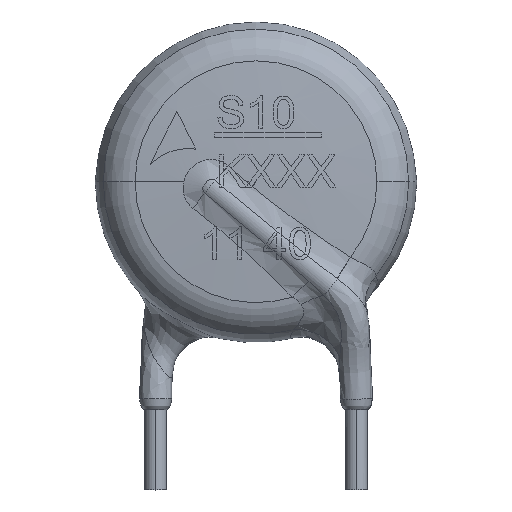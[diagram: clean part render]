
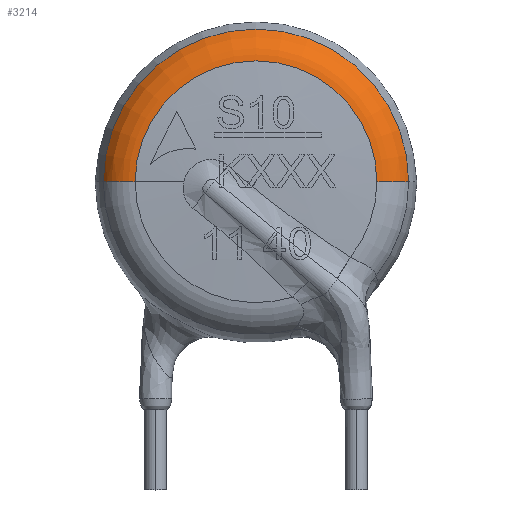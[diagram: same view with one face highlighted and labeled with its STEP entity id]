
A CAD part, top view. The second image highlights one B-rep face of the part: STEP entity #3214.
In plain terms, the highlighted toroidal (fillet/blend) face has major radius 4.382 mm and minor radius 1.5 mm.
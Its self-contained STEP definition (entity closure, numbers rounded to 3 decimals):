
#8 = CARTESIAN_POINT ( 'NONE',  ( 5.697, 8.5, 1.182 ) ) ;
#10 = CARTESIAN_POINT ( 'NONE',  ( 4.512, 8.5, 1.954 ) ) ;
#303 = ORIENTED_EDGE ( 'NONE', *, *, #2981, .T. ) ;
#353 = EDGE_CURVE ( 'NONE', #3928, #3264, #5751, .T. ) ;
#432 = DIRECTION ( 'NONE',  ( 0., 0., -1. ) ) ;
#435 = CARTESIAN_POINT ( 'NONE',  ( 0., 8.5, 1.182 ) ) ;
#810 = CARTESIAN_POINT ( 'NONE',  ( -5.697, 8.5, 1.182 ) ) ;
#933 = DIRECTION ( 'NONE',  ( 0., 0., -1. ) ) ;
#990 = CARTESIAN_POINT ( 'NONE',  ( 0., 8.5, 1.954 ) ) ;
#1028 = CARTESIAN_POINT ( 'NONE',  ( -4.382, 8.5, 0.46 ) ) ;
#1279 = CARTESIAN_POINT ( 'NONE',  ( 4.382, 8.5, 0.46 ) ) ;
#1413 = DIRECTION ( 'NONE',  ( 0., 1., 0. ) ) ;
#1637 = AXIS2_PLACEMENT_3D ( 'NONE', #4383, #1858, #3873 ) ;
#1858 = DIRECTION ( 'NONE',  ( 0., 0., -1. ) ) ;
#1943 = CIRCLE ( 'NONE', #3737, 1.5 ) ;
#2083 = ORIENTED_EDGE ( 'NONE', *, *, #4440, .F. ) ;
#2265 = CIRCLE ( 'NONE', #3113, 4.512 ) ;
#2477 = TOROIDAL_SURFACE ( 'NONE', #1637, 4.382, 1.5 ) ;
#2580 = CIRCLE ( 'NONE', #3631, 5.697 ) ;
#2938 = VERTEX_POINT ( 'NONE', #3792 ) ;
#2981 = EDGE_CURVE ( 'NONE', #2938, #3928, #2265, .T. ) ;
#3113 = AXIS2_PLACEMENT_3D ( 'NONE', #990, #432, #4062 ) ;
#3214 = ADVANCED_FACE ( 'NONE', ( #4316 ), #2477, .T. ) ;
#3264 = VERTEX_POINT ( 'NONE', #8 ) ;
#3439 = DIRECTION ( 'NONE',  ( 0., 0., -1. ) ) ;
#3631 = AXIS2_PLACEMENT_3D ( 'NONE', #435, #933, #5163 ) ;
#3737 = AXIS2_PLACEMENT_3D ( 'NONE', #1028, #6567, #3439 ) ;
#3792 = CARTESIAN_POINT ( 'NONE',  ( -4.512, 8.5, 1.954 ) ) ;
#3871 = VERTEX_POINT ( 'NONE', #810 ) ;
#3873 = DIRECTION ( 'NONE',  ( -1., 0., 0. ) ) ;
#3928 = VERTEX_POINT ( 'NONE', #10 ) ;
#4062 = DIRECTION ( 'NONE',  ( -1., 0., 0. ) ) ;
#4156 = EDGE_LOOP ( 'NONE', ( #303, #5319, #2083, #4496 ) ) ;
#4256 = AXIS2_PLACEMENT_3D ( 'NONE', #1279, #1413, #4326 ) ;
#4316 = FACE_OUTER_BOUND ( 'NONE', #4156, .T. ) ;
#4326 = DIRECTION ( 'NONE',  ( -1., 0., 0. ) ) ;
#4383 = CARTESIAN_POINT ( 'NONE',  ( 0., 8.5, 0.46 ) ) ;
#4440 = EDGE_CURVE ( 'NONE', #3871, #3264, #2580, .T. ) ;
#4496 = ORIENTED_EDGE ( 'NONE', *, *, #5323, .F. ) ;
#5163 = DIRECTION ( 'NONE',  ( -1., 0., 0. ) ) ;
#5319 = ORIENTED_EDGE ( 'NONE', *, *, #353, .T. ) ;
#5323 = EDGE_CURVE ( 'NONE', #2938, #3871, #1943, .T. ) ;
#5751 = CIRCLE ( 'NONE', #4256, 1.5 ) ;
#6567 = DIRECTION ( 'NONE',  ( 0., -1., 0. ) ) ;
